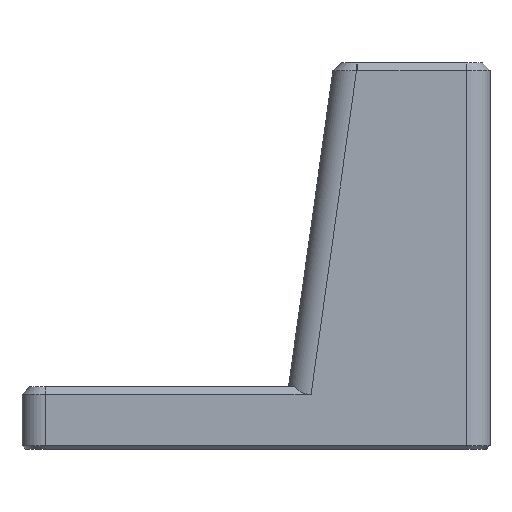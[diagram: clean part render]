
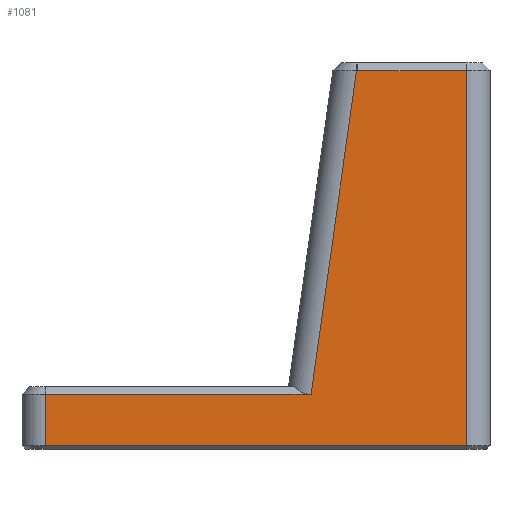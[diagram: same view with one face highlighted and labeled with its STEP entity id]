
A CAD part, front view. The second image highlights one B-rep face of the part: STEP entity #1081.
In plain terms, the highlighted planar face has unit normal (0, -1, 0).
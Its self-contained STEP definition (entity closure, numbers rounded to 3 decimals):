
#115=B_SPLINE_CURVE_WITH_KNOTS('',3,(#1737,#1738,#1739,#1740),
 .UNSPECIFIED.,.F.,.F.,(4,4),(1.524,1.571),
 .UNSPECIFIED.);
#169=FACE_OUTER_BOUND('',#239,.T.);
#239=EDGE_LOOP('',(#913,#914,#915,#916,#917,#918,#919));
#274=LINE('',#1644,#368);
#307=LINE('',#1795,#401);
#329=LINE('',#1865,#423);
#342=LINE('',#1904,#436);
#343=LINE('',#1906,#437);
#344=LINE('',#1907,#438);
#368=VECTOR('',#1247,10.);
#401=VECTOR('',#1354,10.);
#423=VECTOR('',#1428,10.);
#436=VECTOR('',#1473,10.);
#437=VECTOR('',#1476,10.);
#438=VECTOR('',#1477,10.);
#457=VERTEX_POINT('',#1590);
#461=VERTEX_POINT('',#1637);
#464=VERTEX_POINT('',#1642);
#497=VERTEX_POINT('',#1794);
#519=VERTEX_POINT('',#1860);
#526=VERTEX_POINT('',#1894);
#528=VERTEX_POINT('',#1900);
#557=EDGE_CURVE('',#464,#461,#274,.T.);
#595=EDGE_CURVE('',#457,#464,#115,.T.);
#612=EDGE_CURVE('',#461,#497,#307,.T.);
#648=EDGE_CURVE('',#497,#519,#329,.T.);
#667=EDGE_CURVE('',#526,#528,#342,.T.);
#668=EDGE_CURVE('',#528,#457,#343,.T.);
#669=EDGE_CURVE('',#519,#526,#344,.T.);
#913=ORIENTED_EDGE('',*,*,#595,.F.);
#914=ORIENTED_EDGE('',*,*,#668,.F.);
#915=ORIENTED_EDGE('',*,*,#667,.F.);
#916=ORIENTED_EDGE('',*,*,#669,.F.);
#917=ORIENTED_EDGE('',*,*,#648,.F.);
#918=ORIENTED_EDGE('',*,*,#612,.F.);
#919=ORIENTED_EDGE('',*,*,#557,.F.);
#1025=PLANE('',#1197);
#1081=ADVANCED_FACE('',(#169),#1025,.T.);
#1197=AXIS2_PLACEMENT_3D('',#1905,#1474,#1475);
#1247=DIRECTION('',(1.,0.,0.));
#1354=DIRECTION('',(0.,0.,-1.));
#1428=DIRECTION('',(-1.,0.,0.));
#1473=DIRECTION('',(1.,0.,0.));
#1474=DIRECTION('center_axis',(0.,-1.,0.));
#1475=DIRECTION('ref_axis',(1.,0.,0.));
#1476=DIRECTION('',(0.139,0.,0.99));
#1477=DIRECTION('',(0.,0.,1.));
#1590=CARTESIAN_POINT('',(2.889,-10.,48.5));
#1637=CARTESIAN_POINT('',(17.,-10.,48.5));
#1642=CARTESIAN_POINT('',(3.029,-10.,48.5));
#1644=CARTESIAN_POINT('',(5.,-10.,48.5));
#1737=CARTESIAN_POINT('Ctrl Pts',(2.889,-10.,48.5));
#1738=CARTESIAN_POINT('Ctrl Pts',(2.936,-10.,48.5));
#1739=CARTESIAN_POINT('Ctrl Pts',(2.983,-10.,48.5));
#1740=CARTESIAN_POINT('Ctrl Pts',(3.029,-10.,48.5));
#1794=CARTESIAN_POINT('',(17.,-10.,0.4));
#1795=CARTESIAN_POINT('',(17.,-10.,0.));
#1860=CARTESIAN_POINT('',(-37.,-10.,0.4));
#1865=CARTESIAN_POINT('',(5.,-10.,0.4));
#1894=CARTESIAN_POINT('',(-37.,-10.,7.));
#1900=CARTESIAN_POINT('',(-2.944,-10.,7.));
#1904=CARTESIAN_POINT('',(-10.,-10.,7.));
#1905=CARTESIAN_POINT('Origin',(0.,-10.,0.));
#1906=CARTESIAN_POINT('',(-3.885,-10.,0.303));
#1907=CARTESIAN_POINT('',(-37.,-10.,0.));
